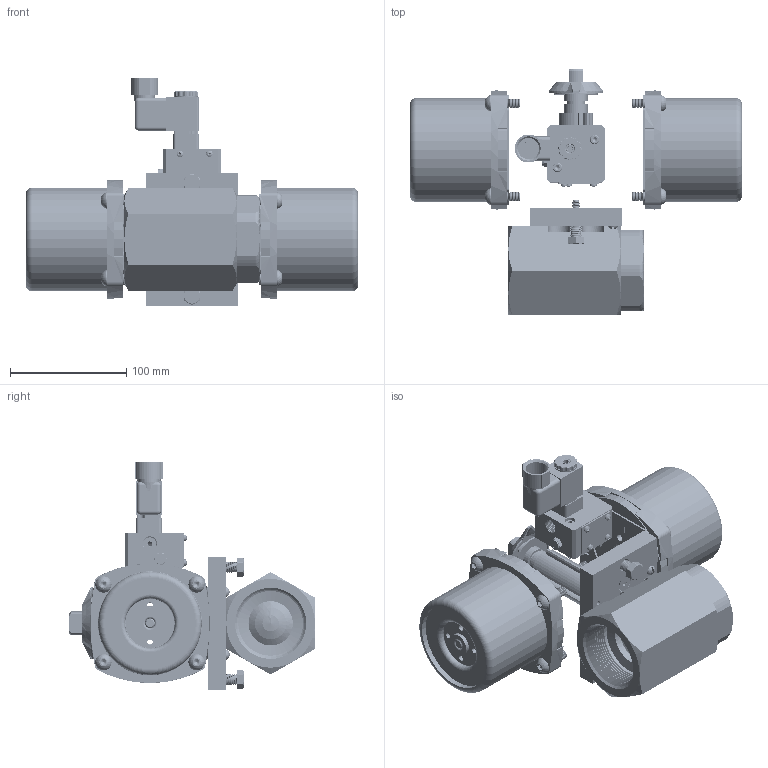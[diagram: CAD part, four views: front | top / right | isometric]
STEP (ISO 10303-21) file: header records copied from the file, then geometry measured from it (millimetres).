
FILE_DESCRIPTION (( 'STEP AP203' ), '1' );
FILE_NAME ('83XXA522SR3GPDC.step', '2018-04-30T19:24:29', ( '' ), ( '' ), 'SwSTEP 2.0', 'SolidWorks 2017', '' );
FILE_SCHEMA (( 'CONFIG_CONTROL_DESIGN' ));
Length unit declared in the file: inch
Products named in the file (1): 83XXA522SR3GPDC
Bounding box: 285.09 x 211.25 x 195.58 mm (x, y, z)
Volume: 978993.4 mm3; surface area: 435370.4 mm2
Topology: 61 solids, 61 shells, 5168 faces, 13156 edges, 8170 vertices
Faces by surface type: cone 2029, cylinder 2017, plane 788, torus 243, bspline 57, sphere 34
Entity records: 189805 total; most frequent: CARTESIAN_POINT 51817, DIRECTION 31451, ORIENTED_EDGE 28062, EDGE_CURVE 14031, AXIS2_PLACEMENT_3D 12859, VERTEX_POINT 8759, CIRCLE 7352, EDGE_LOOP 6026
